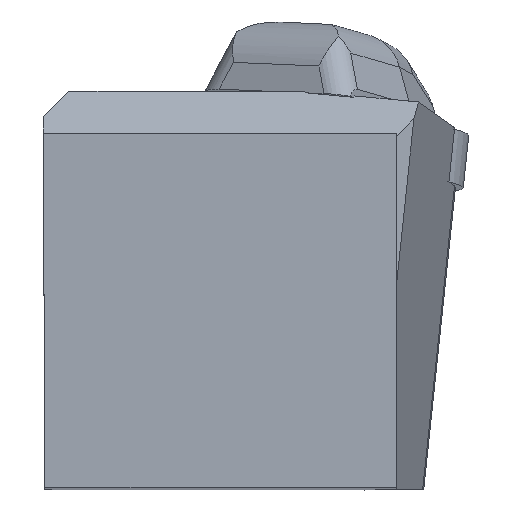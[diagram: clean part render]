
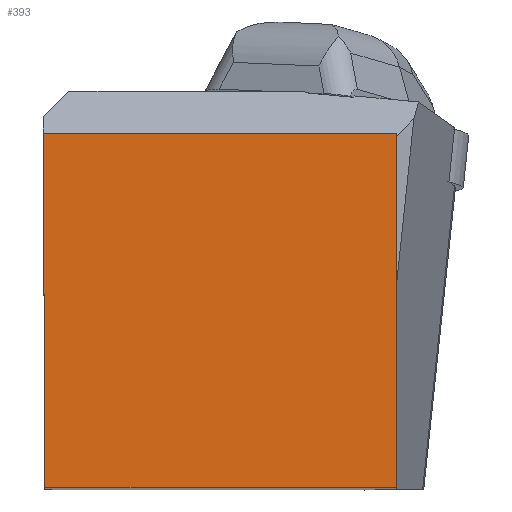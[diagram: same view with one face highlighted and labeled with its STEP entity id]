
A CAD part, top view. The second image highlights one B-rep face of the part: STEP entity #393.
In plain terms, the highlighted planar face has unit normal (0, 0, 1).
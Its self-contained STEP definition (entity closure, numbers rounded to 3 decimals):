
#101=FACE_OUTER_BOUND('',#510,.T.);
#167=LINE('',#1724,#272);
#168=LINE('',#1727,#273);
#169=LINE('',#1729,#274);
#170=LINE('',#1731,#275);
#272=VECTOR('',#1355,1.);
#273=VECTOR('',#1356,1.);
#274=VECTOR('',#1357,1.);
#275=VECTOR('',#1358,1.);
#393=ADVANCED_FACE('BLANK_BOXF006',(#101),#444,.F.);
#444=PLANE('',#1203);
#510=EDGE_LOOP('',(#606,#607,#608,#609));
#606=ORIENTED_EDGE('',*,*,#981,.T.);
#607=ORIENTED_EDGE('',*,*,#982,.T.);
#608=ORIENTED_EDGE('',*,*,#983,.T.);
#609=ORIENTED_EDGE('',*,*,#984,.T.);
#880=VERTEX_POINT('',#1725);
#881=VERTEX_POINT('',#1726);
#882=VERTEX_POINT('',#1728);
#883=VERTEX_POINT('',#1730);
#981=EDGE_CURVE('',#880,#881,#167,.T.);
#982=EDGE_CURVE('',#881,#882,#168,.T.);
#983=EDGE_CURVE('',#882,#883,#169,.T.);
#984=EDGE_CURVE('',#883,#880,#170,.T.);
#1203=AXIS2_PLACEMENT_3D('',#1732,#1359,#1360);
#1355=DIRECTION('',(0.,1.,0.));
#1356=DIRECTION('',(-1.,0.,0.));
#1357=DIRECTION('',(0.004,-1.,0.));
#1358=DIRECTION('',(1.,0.,0.));
#1359=DIRECTION('',(0.,0.,-1.));
#1360=DIRECTION('',(1.,0.,0.));
#1724=CARTESIAN_POINT('',(31.623,-164.4,0.));
#1725=CARTESIAN_POINT('',(31.623,0.,0.));
#1726=CARTESIAN_POINT('',(31.623,31.623,0.));
#1727=CARTESIAN_POINT('',(164.4,31.623,0.));
#1728=CARTESIAN_POINT('',(0.,31.623,0.));
#1729=CARTESIAN_POINT('',(-0.579,164.398,0.));
#1730=CARTESIAN_POINT('',(0.138,0.,0.));
#1731=CARTESIAN_POINT('',(-164.4,0.,0.));
#1732=CARTESIAN_POINT('',(50.1,-5.,0.));
